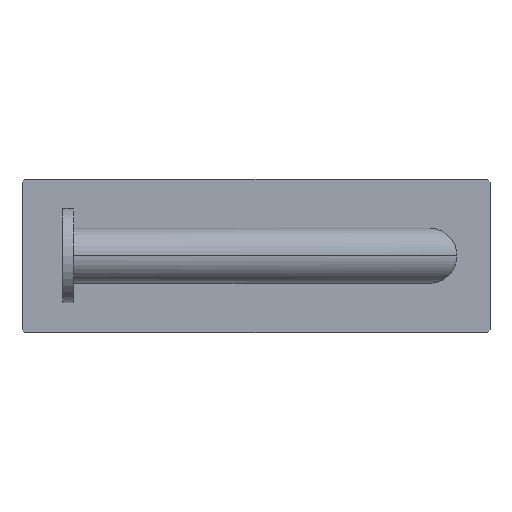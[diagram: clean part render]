
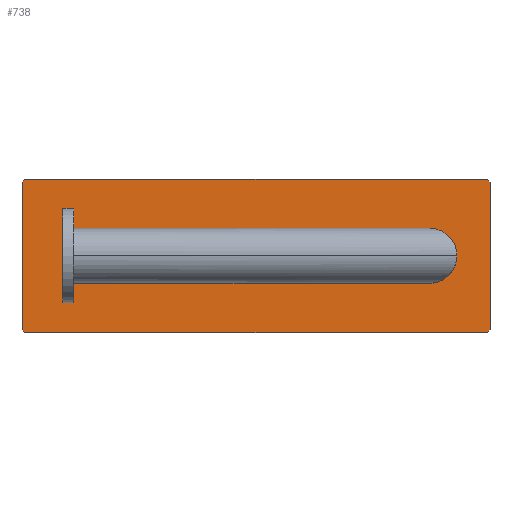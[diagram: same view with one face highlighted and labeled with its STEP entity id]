
A CAD part, top view. The second image highlights one B-rep face of the part: STEP entity #738.
In plain terms, the highlighted planar face has unit normal (0, 0, 1).
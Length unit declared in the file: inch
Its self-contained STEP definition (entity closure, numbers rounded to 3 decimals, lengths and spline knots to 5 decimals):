
#108=DIRECTION('',(0.707,0.707,0.));
#109=VECTOR('',#108,0.05515);
#110=CARTESIAN_POINT('',(0.831,-1.1,0.12));
#111=LINE('',#110,#109);
#112=DIRECTION('',(1.,0.,0.));
#113=VECTOR('',#112,6.652);
#114=CARTESIAN_POINT('',(-5.821,-1.1,0.12));
#115=LINE('',#114,#113);
#116=DIRECTION('',(0.707,-0.707,0.));
#117=VECTOR('',#116,0.05515);
#118=CARTESIAN_POINT('',(-5.86,-1.061,0.12));
#119=LINE('',#118,#117);
#120=DIRECTION('',(0.,-1.,0.));
#121=VECTOR('',#120,2.122);
#122=CARTESIAN_POINT('',(-5.86,1.061,0.12));
#123=LINE('',#122,#121);
#124=DIRECTION('',(-0.707,-0.707,0.));
#125=VECTOR('',#124,0.05515);
#126=CARTESIAN_POINT('',(-5.821,1.1,0.12));
#127=LINE('',#126,#125);
#128=DIRECTION('',(-1.,0.,0.));
#129=VECTOR('',#128,6.652);
#130=CARTESIAN_POINT('',(0.831,1.1,0.12));
#131=LINE('',#130,#129);
#132=DIRECTION('',(-0.707,0.707,0.));
#133=VECTOR('',#132,0.05515);
#134=CARTESIAN_POINT('',(0.87,1.061,0.12));
#135=LINE('',#134,#133);
#136=DIRECTION('',(0.,1.,0.));
#137=VECTOR('',#136,2.122);
#138=CARTESIAN_POINT('',(0.87,-1.061,0.12));
#139=LINE('',#138,#137);
#140=CARTESIAN_POINT('',(0.,0.,0.12));
#141=DIRECTION('',(0.,0.,-1.));
#142=DIRECTION('',(-1.,0.,0.));
#143=AXIS2_PLACEMENT_3D('',#140,#141,#142);
#145=CARTESIAN_POINT('',(0.,0.,0.12));
#146=DIRECTION('',(0.,0.,-1.));
#147=DIRECTION('',(1.,0.,0.));
#148=AXIS2_PLACEMENT_3D('',#145,#146,#147);
#498=CARTESIAN_POINT('',(0.831,-1.1,0.12));
#499=VERTEX_POINT('',#498);
#500=CARTESIAN_POINT('',(0.87,-1.061,0.12));
#501=VERTEX_POINT('',#500);
#506=CARTESIAN_POINT('',(-5.86,-1.061,0.12));
#507=VERTEX_POINT('',#506);
#508=CARTESIAN_POINT('',(-5.821,-1.1,0.12));
#509=VERTEX_POINT('',#508);
#514=CARTESIAN_POINT('',(-5.821,1.1,0.12));
#515=VERTEX_POINT('',#514);
#516=CARTESIAN_POINT('',(-5.86,1.061,0.12));
#517=VERTEX_POINT('',#516);
#522=CARTESIAN_POINT('',(0.87,1.061,0.12));
#523=VERTEX_POINT('',#522);
#524=CARTESIAN_POINT('',(0.831,1.1,0.12));
#525=VERTEX_POINT('',#524);
#562=CARTESIAN_POINT('',(-0.3937,0.,0.12));
#563=CARTESIAN_POINT('',(0.3937,0.,0.12));
#564=VERTEX_POINT('',#562);
#565=VERTEX_POINT('',#563);
#710=CARTESIAN_POINT('',(-2.495,0.,0.12));
#711=DIRECTION('',(0.,0.,1.));
#712=DIRECTION('',(-1.,0.,0.));
#713=AXIS2_PLACEMENT_3D('',#710,#711,#712);
#714=PLANE('',#713);
#716=ORIENTED_EDGE('',*,*,#715,.F.);
#718=ORIENTED_EDGE('',*,*,#717,.F.);
#720=ORIENTED_EDGE('',*,*,#719,.F.);
#722=ORIENTED_EDGE('',*,*,#721,.F.);
#724=ORIENTED_EDGE('',*,*,#723,.F.);
#726=ORIENTED_EDGE('',*,*,#725,.F.);
#728=ORIENTED_EDGE('',*,*,#727,.F.);
#730=ORIENTED_EDGE('',*,*,#729,.F.);
#731=EDGE_LOOP('',(#716,#718,#720,#722,#724,#726,#728,#730));
#732=FACE_OUTER_BOUND('',#731,.F.);
#733=ORIENTED_EDGE('',*,*,#699,.F.);
#735=ORIENTED_EDGE('',*,*,#734,.F.);
#736=EDGE_LOOP('',(#733,#735));
#737=FACE_BOUND('',#736,.F.);
#738=ADVANCED_FACE('',(#732,#737),#714,.T.);
#144=CIRCLE('',#143,0.3937);
#149=CIRCLE('',#148,0.3937);
#699=EDGE_CURVE('',#564,#565,#144,.T.);
#715=EDGE_CURVE('',#499,#501,#111,.T.);
#717=EDGE_CURVE('',#509,#499,#115,.T.);
#719=EDGE_CURVE('',#507,#509,#119,.T.);
#721=EDGE_CURVE('',#517,#507,#123,.T.);
#723=EDGE_CURVE('',#515,#517,#127,.T.);
#725=EDGE_CURVE('',#525,#515,#131,.T.);
#727=EDGE_CURVE('',#523,#525,#135,.T.);
#729=EDGE_CURVE('',#501,#523,#139,.T.);
#734=EDGE_CURVE('',#565,#564,#149,.T.);
